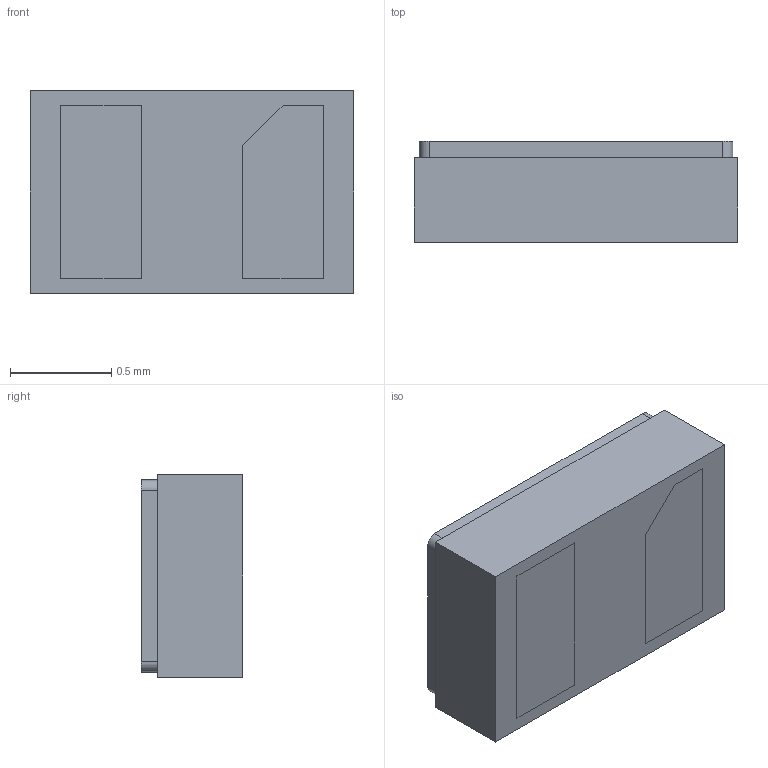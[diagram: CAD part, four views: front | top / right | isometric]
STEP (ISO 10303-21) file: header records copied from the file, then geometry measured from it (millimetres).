
FILE_DESCRIPTION (( 'STEP AP214' ), '1' );
FILE_NAME ('ECS-.327-12.5-16-TR.STEP', '2020-11-15T11:24:24', ( '' ), ( '' ), 'SwSTEP 2.0', 'SolidWorks 2017', '' );
FILE_SCHEMA (( 'AUTOMOTIVE_DESIGN' ));
Length unit declared in the file: millimetre
Products named in the file (1): ECS-.327-12.5-16-TR
Bounding box: 1.6 x 0.5 x 1 mm (x, y, z)
Volume: 0.8 mm3; surface area: 11 mm2
Topology: 4 solids, 4 shells, 40 faces, 90 edges, 60 vertices
Faces by surface type: plane 36, cylinder 4
Entity records: 1229 total; most frequent: CARTESIAN_POINT 191, DIRECTION 180, ORIENTED_EDGE 180, EDGE_CURVE 90, VECTOR 82, LINE 82, VERTEX_POINT 60, AXIS2_PLACEMENT_3D 49
